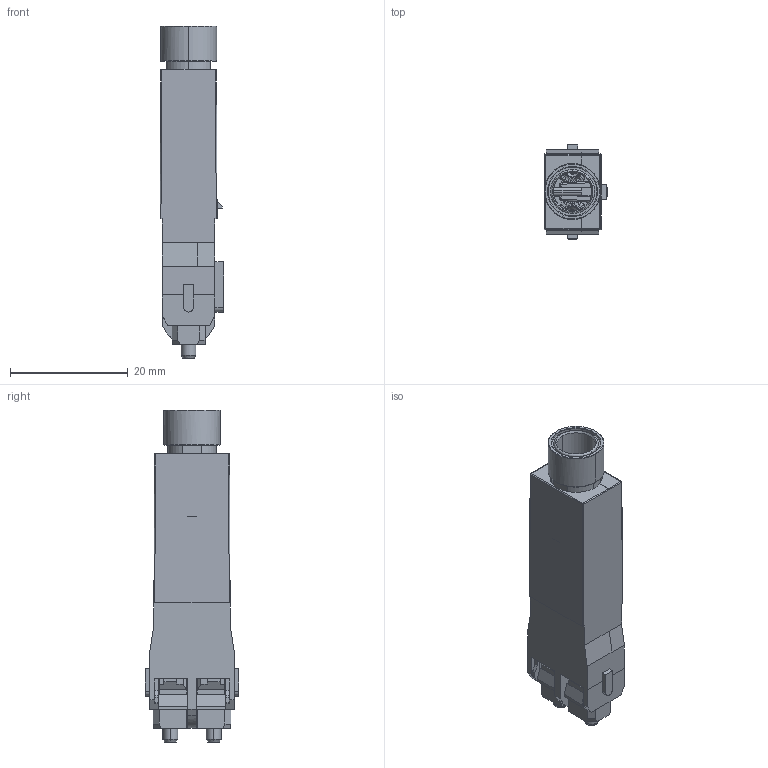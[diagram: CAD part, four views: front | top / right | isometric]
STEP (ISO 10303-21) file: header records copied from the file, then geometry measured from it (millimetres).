
FILE_DESCRIPTION(('CATIA V5 STEP Exchange','CAx-IF Rec.Pracs.--- Model Styling and Organization---1.5--- 2016-08-15','CAx-IF Rec.Pracs.---Supplemental Geometry---1.0---2011-11-01','CAx-IF Rec.Pracs.--- Composite Materials ---1.1---2010-07-15'),'2;1');
FILE_NAME ('005417-3_0', '2025-08-15T06:10:46+00:00', ('none'), ('Weidmueller'), 'CATIA Version 5-6 Release 2024 SP4', 'CATIA V5 STEP AP214 v3', 'none');
FILE_SCHEMA(('AUTOMOTIVE_DESIGN { 1 0 10303 214 1 1 1 1 }'));
Products named in the file (1): 1067410000
Bounding box: 10.84 x 15.93 x 56.3 mm (x, y, z)
Volume: 3289.4 mm3; surface area: 7405.1 mm2
Topology: 1 solids, 5 shells, 1277 faces, 3387 edges, 2096 vertices
Faces by surface type: plane 485, bspline 484, cylinder 213, cone 42, torus 32, sphere 21
Entity records: 42409 total; most frequent: CARTESIAN_POINT 16385, ORIENTED_EDGE 6732, DIRECTION 3389, EDGE_CURVE 3366, VERTEX_POINT 2096, VECTOR 1538, LINE 1538, EDGE_LOOP 1312
